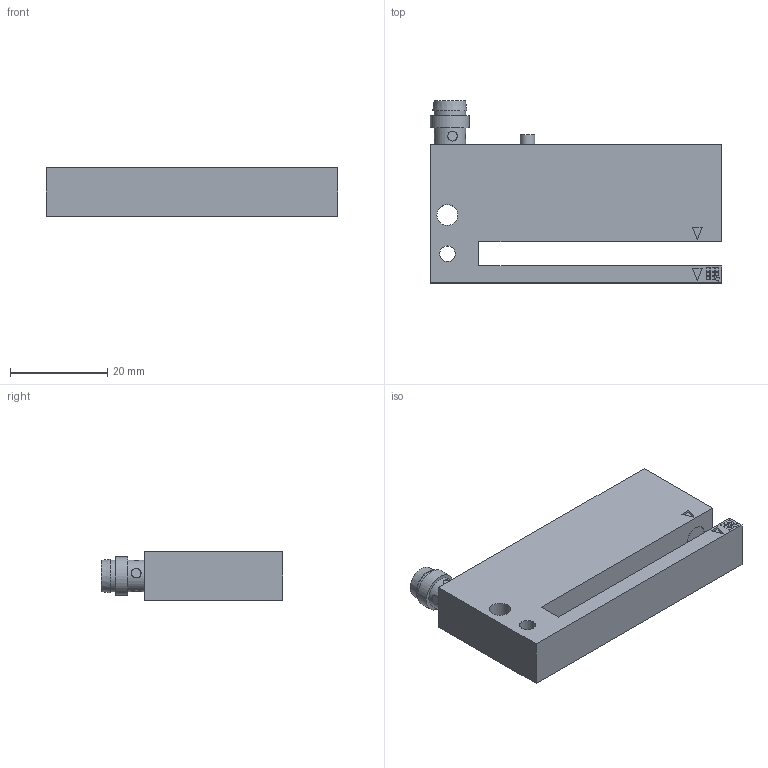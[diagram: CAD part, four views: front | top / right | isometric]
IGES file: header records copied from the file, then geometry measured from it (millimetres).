
Global section: file name: No Iges File Name specified; native system: AutoDesk Inventor R10; preprocessor: AutoDesk Inventor Iges Exporter R10; author: No Author specified; organization: No Organization specified; date: 20080618.185042; units: millimetre
Bounding box: 60 x 37.5 x 10 mm (x, y, z)
Volume: 14732.5 mm3; surface area: 6226.7 mm2
Topology: 2 solids, 2 shells, 140 faces, 328 edges, 221 vertices
Faces by surface type: plane 120, revolution 13, cylinder 5, bspline 1, cone 1
Full cylindrical faces by diameter (mm): 3 x2, 6.5 x2, 8 x1
